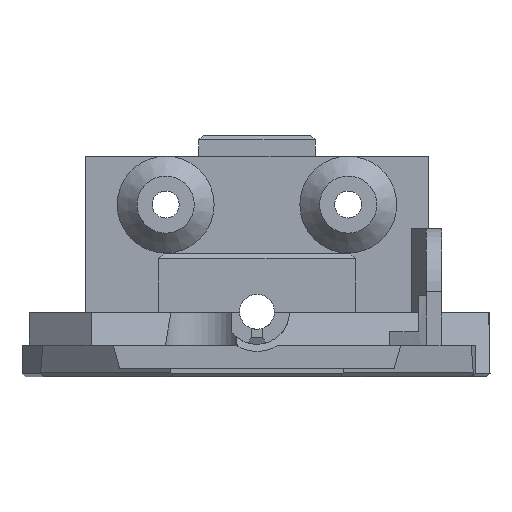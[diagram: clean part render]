
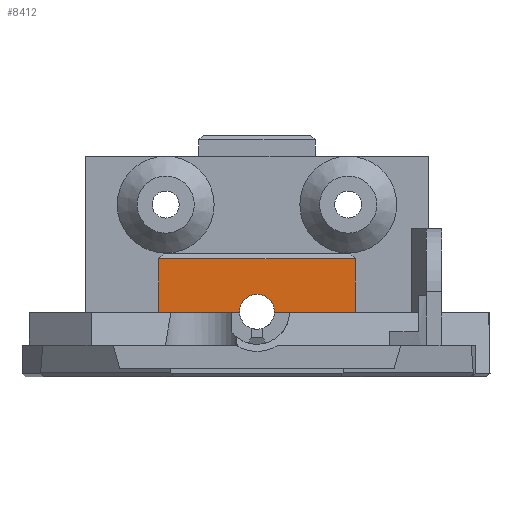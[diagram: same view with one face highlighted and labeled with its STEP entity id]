
A CAD part, front view. The second image highlights one B-rep face of the part: STEP entity #8412.
In plain terms, the highlighted planar face has unit normal (0, -1, 0).
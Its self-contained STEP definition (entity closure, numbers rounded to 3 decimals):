
#439 = CARTESIAN_POINT ( 'NONE',  ( 139.099, -147.605, 138.2 ) ) ;
#1068 = DIRECTION ( 'NONE',  ( 0., 0., 1. ) ) ;
#1116 = PLANE ( 'NONE',  #1637 ) ;
#1406 = CARTESIAN_POINT ( 'NONE',  ( 114.299, -147.605, 138.2 ) ) ;
#1637 = AXIS2_PLACEMENT_3D ( 'NONE', #439, #8298, #1068 ) ;
#1676 = CARTESIAN_POINT ( 'NONE',  ( 114.299, -147.605, 137.6 ) ) ;
#1721 = LINE ( 'NONE', #1676, #2918 ) ;
#2698 = VECTOR ( 'NONE', #4310, 1000. ) ;
#2770 = LINE ( 'NONE', #9313, #7334 ) ;
#2833 = LINE ( 'NONE', #1406, #2698 ) ;
#2918 = VECTOR ( 'NONE', #6891, 1000. ) ;
#2921 = CARTESIAN_POINT ( 'NONE',  ( 114.299, -147.605, 137.6 ) ) ;
#3224 = DIRECTION ( 'NONE',  ( 0., 0., -1. ) ) ;
#3452 = VERTEX_POINT ( 'NONE', #4702 ) ;
#3458 = DIRECTION ( 'NONE',  ( -1., 0., 0. ) ) ;
#3639 = CIRCLE ( 'NONE', #8859, 2.2 ) ;
#3654 = VECTOR ( 'NONE', #3224, 1000. ) ;
#3666 = ORIENTED_EDGE ( 'NONE', *, *, #5288, .F. ) ;
#3993 = CARTESIAN_POINT ( 'NONE',  ( 139.099, -147.605, 138.2 ) ) ;
#4085 = CARTESIAN_POINT ( 'NONE',  ( 126.699, -147.605, 130.8 ) ) ;
#4103 = VERTEX_POINT ( 'NONE', #2921 ) ;
#4177 = CARTESIAN_POINT ( 'NONE',  ( 124.502, -147.605, 130.8 ) ) ;
#4310 = DIRECTION ( 'NONE',  ( 0., 0., -1. ) ) ;
#4702 = CARTESIAN_POINT ( 'NONE',  ( 128.897, -147.605, 130.8 ) ) ;
#4744 = FACE_OUTER_BOUND ( 'NONE', #6331, .T. ) ;
#4815 = ORIENTED_EDGE ( 'NONE', *, *, #9271, .F. ) ;
#4835 = CARTESIAN_POINT ( 'NONE',  ( 126.699, -147.605, 130.9 ) ) ;
#4953 = ORIENTED_EDGE ( 'NONE', *, *, #6502, .F. ) ;
#5288 = EDGE_CURVE ( 'NONE', #9230, #5980, #2770, .T. ) ;
#5447 = LINE ( 'NONE', #3993, #3654 ) ;
#5704 = DIRECTION ( 'NONE',  ( -1., 0., 0. ) ) ;
#5898 = EDGE_CURVE ( 'NONE', #3452, #9230, #3639, .T. ) ;
#5980 = VERTEX_POINT ( 'NONE', #6625 ) ;
#6331 = EDGE_LOOP ( 'NONE', ( #4953, #8905, #8518, #3666, #6916, #4815 ) ) ;
#6502 = EDGE_CURVE ( 'NONE', #8405, #8989, #5447, .T. ) ;
#6569 = CARTESIAN_POINT ( 'NONE',  ( 139.099, -147.605, 130.8 ) ) ;
#6625 = CARTESIAN_POINT ( 'NONE',  ( 114.299, -147.605, 130.8 ) ) ;
#6891 = DIRECTION ( 'NONE',  ( -1., 0., 0. ) ) ;
#6916 = ORIENTED_EDGE ( 'NONE', *, *, #5898, .F. ) ;
#6969 = VECTOR ( 'NONE', #3458, 1000. ) ;
#7334 = VECTOR ( 'NONE', #5704, 1000. ) ;
#7595 = EDGE_CURVE ( 'NONE', #8405, #4103, #1721, .T. ) ;
#7743 = LINE ( 'NONE', #4085, #6969 ) ;
#7770 = DIRECTION ( 'NONE',  ( -1., 0., 0. ) ) ;
#8174 = EDGE_CURVE ( 'NONE', #4103, #5980, #2833, .T. ) ;
#8298 = DIRECTION ( 'NONE',  ( 0., 1., 0. ) ) ;
#8405 = VERTEX_POINT ( 'NONE', #9187 ) ;
#8412 = ADVANCED_FACE ( 'NONE', ( #4744 ), #1116, .F. ) ;
#8518 = ORIENTED_EDGE ( 'NONE', *, *, #8174, .T. ) ;
#8859 = AXIS2_PLACEMENT_3D ( 'NONE', #4835, #9232, #7770 ) ;
#8905 = ORIENTED_EDGE ( 'NONE', *, *, #7595, .T. ) ;
#8989 = VERTEX_POINT ( 'NONE', #6569 ) ;
#9187 = CARTESIAN_POINT ( 'NONE',  ( 139.099, -147.605, 137.6 ) ) ;
#9230 = VERTEX_POINT ( 'NONE', #4177 ) ;
#9232 = DIRECTION ( 'NONE',  ( 0., -1., 0. ) ) ;
#9271 = EDGE_CURVE ( 'NONE', #8989, #3452, #7743, .T. ) ;
#9313 = CARTESIAN_POINT ( 'NONE',  ( 126.699, -147.605, 130.8 ) ) ;
